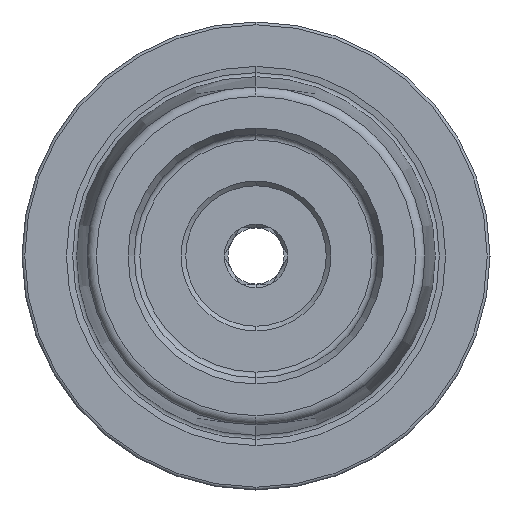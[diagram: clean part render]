
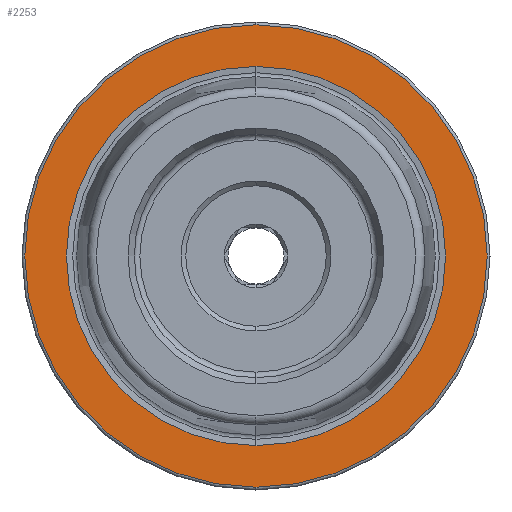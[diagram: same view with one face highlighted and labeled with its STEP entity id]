
A CAD part, left-side view. The second image highlights one B-rep face of the part: STEP entity #2253.
In plain terms, the highlighted planar face has unit normal (-1, 0, 0).
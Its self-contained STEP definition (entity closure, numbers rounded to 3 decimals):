
#81 = EDGE_CURVE ( 'NONE', #1666, #829, #1787, .T. ) ;
#161 = CARTESIAN_POINT ( 'NONE',  ( 0., 24.7, 0. ) ) ;
#195 = FACE_OUTER_BOUND ( 'NONE', #3356, .T. ) ;
#249 = AXIS2_PLACEMENT_3D ( 'NONE', #4662, #1431, #689 ) ;
#317 = ORIENTED_EDGE ( 'NONE', *, *, #780, .F. ) ;
#334 = EDGE_CURVE ( 'NONE', #3331, #3721, #2807, .T. ) ;
#363 = ORIENTED_EDGE ( 'NONE', *, *, #502, .T. ) ;
#502 = EDGE_CURVE ( 'NONE', #829, #1666, #1623, .T. ) ;
#689 = DIRECTION ( 'NONE',  ( 0., 0., 1. ) ) ;
#690 = EDGE_LOOP ( 'NONE', ( #317, #2792 ) ) ;
#774 = AXIS2_PLACEMENT_3D ( 'NONE', #161, #2023, #1252 ) ;
#780 = EDGE_CURVE ( 'NONE', #3721, #3331, #3770, .T. ) ;
#829 = VERTEX_POINT ( 'NONE', #1076 ) ;
#922 = PLANE ( 'NONE',  #774 ) ;
#988 = ORIENTED_EDGE ( 'NONE', *, *, #81, .T. ) ;
#1076 = CARTESIAN_POINT ( 'NONE',  ( 0., 0., -24.7 ) ) ;
#1252 = DIRECTION ( 'NONE',  ( 0., 0., -1. ) ) ;
#1360 = CARTESIAN_POINT ( 'NONE',  ( 0., 0., 0. ) ) ;
#1431 = DIRECTION ( 'NONE',  ( -1., 0., 0. ) ) ;
#1623 = CIRCLE ( 'NONE', #3416, 24.7 ) ;
#1661 = CARTESIAN_POINT ( 'NONE',  ( 0., 0., 0. ) ) ;
#1666 = VERTEX_POINT ( 'NONE', #1979 ) ;
#1787 = CIRCLE ( 'NONE', #249, 24.7 ) ;
#1979 = CARTESIAN_POINT ( 'NONE',  ( 0., 0., 24.7 ) ) ;
#2023 = DIRECTION ( 'NONE',  ( 1., 0., 0. ) ) ;
#2061 = CARTESIAN_POINT ( 'NONE',  ( 0., 0., -20.258 ) ) ;
#2099 = DIRECTION ( 'NONE',  ( 0., 0., 1. ) ) ;
#2253 = ADVANCED_FACE ( 'NONE', ( #4027, #195 ), #922, .F. ) ;
#2323 = DIRECTION ( 'NONE',  ( -1., 0., 0. ) ) ;
#2792 = ORIENTED_EDGE ( 'NONE', *, *, #334, .F. ) ;
#2807 = CIRCLE ( 'NONE', #4140, 20.258 ) ;
#3331 = VERTEX_POINT ( 'NONE', #2061 ) ;
#3356 = EDGE_LOOP ( 'NONE', ( #988, #363 ) ) ;
#3416 = AXIS2_PLACEMENT_3D ( 'NONE', #1661, #2323, #4170 ) ;
#3454 = CARTESIAN_POINT ( 'NONE',  ( 0., 0., 20.258 ) ) ;
#3717 = AXIS2_PLACEMENT_3D ( 'NONE', #1360, #3919, #2099 ) ;
#3721 = VERTEX_POINT ( 'NONE', #3454 ) ;
#3724 = DIRECTION ( 'NONE',  ( 0., 0., 1. ) ) ;
#3770 = CIRCLE ( 'NONE', #3717, 20.258 ) ;
#3919 = DIRECTION ( 'NONE',  ( -1., 0., 0. ) ) ;
#4027 = FACE_BOUND ( 'NONE', #690, .T. ) ;
#4049 = CARTESIAN_POINT ( 'NONE',  ( 0., 0., 0. ) ) ;
#4062 = DIRECTION ( 'NONE',  ( -1., 0., 0. ) ) ;
#4140 = AXIS2_PLACEMENT_3D ( 'NONE', #4049, #4062, #3724 ) ;
#4170 = DIRECTION ( 'NONE',  ( 0., 0., 1. ) ) ;
#4662 = CARTESIAN_POINT ( 'NONE',  ( 0., 0., 0. ) ) ;
